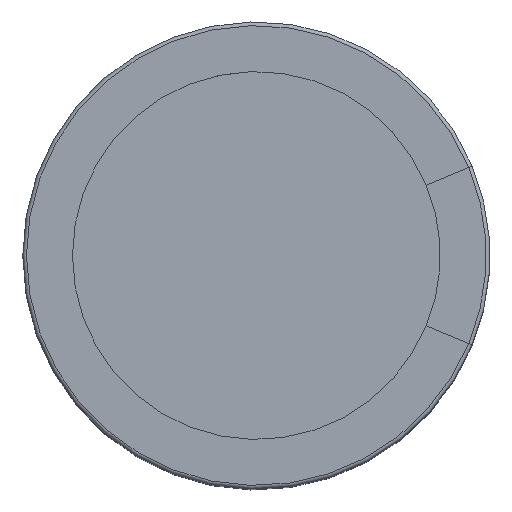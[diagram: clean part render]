
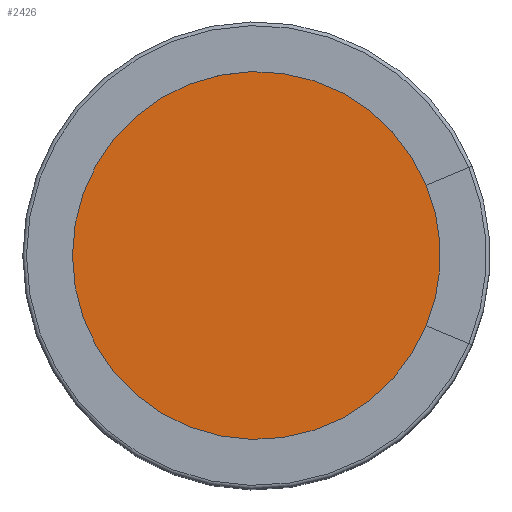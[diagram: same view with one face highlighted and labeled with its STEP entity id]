
A CAD part, top view. The second image highlights one B-rep face of the part: STEP entity #2426.
In plain terms, the highlighted planar face has unit normal (0, 0, 1).
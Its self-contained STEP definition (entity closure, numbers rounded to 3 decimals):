
#2095 = TOROIDAL_SURFACE('',#2096,6.15,0.1);
#2096 = AXIS2_PLACEMENT_3D('',#2097,#2098,#2099);
#2097 = CARTESIAN_POINT('',(0.,0.,16.2));
#2098 = DIRECTION('',(0.,0.,-1.));
#2099 = DIRECTION('',(1.,0.,0.));
#2164 = VERTEX_POINT('',#2165);
#2165 = CARTESIAN_POINT('',(6.15,0.,16.3));
#2233 = EDGE_CURVE('',#2164,#2164,#2234,.T.);
#2234 = SURFACE_CURVE('',#2235,(#2240,#2269),.PCURVE_S1.);
#2235 = CIRCLE('',#2236,6.15);
#2236 = AXIS2_PLACEMENT_3D('',#2237,#2238,#2239);
#2237 = CARTESIAN_POINT('',(0.,0.,16.3));
#2238 = DIRECTION('',(0.,0.,-1.));
#2239 = DIRECTION('',(-1.,0.,0.));
#2240 = PCURVE('',#2095,#2241);
#2241 = DEFINITIONAL_REPRESENTATION('',(#2242),#2268);
#2242 = B_SPLINE_CURVE_WITH_KNOTS('',3,(#2243,#2244,#2245,#2246,#2247,
    #2248,#2249,#2250,#2251,#2252,#2253,#2254,#2255,#2256,#2257,#2258,
    #2259,#2260,#2261,#2262,#2263,#2264,#2265,#2266,#2267),
  .UNSPECIFIED.,.F.,.F.,(4,1,1,1,1,1,1,1,1,1,1,1,1,1,1,1,1,1,1,1,1,1,4),
  (3.142,3.427,3.713,3.998,
    4.284,4.57,4.855,5.141,
    5.426,5.712,5.998,6.283,
    6.569,6.854,7.14,7.426,
    7.711,7.997,8.282,8.568,
    8.854,9.139,9.425),.UNSPECIFIED.);
#2243 = CARTESIAN_POINT('',(0.,4.712));
#2244 = CARTESIAN_POINT('',(0.095,4.712));
#2245 = CARTESIAN_POINT('',(0.286,4.712));
#2246 = CARTESIAN_POINT('',(0.571,4.712));
#2247 = CARTESIAN_POINT('',(0.857,4.712));
#2248 = CARTESIAN_POINT('',(1.142,4.712));
#2249 = CARTESIAN_POINT('',(1.428,4.712));
#2250 = CARTESIAN_POINT('',(1.714,4.712));
#2251 = CARTESIAN_POINT('',(1.999,4.712));
#2252 = CARTESIAN_POINT('',(2.285,4.712));
#2253 = CARTESIAN_POINT('',(2.57,4.712));
#2254 = CARTESIAN_POINT('',(2.856,4.712));
#2255 = CARTESIAN_POINT('',(3.142,4.712));
#2256 = CARTESIAN_POINT('',(3.427,4.712));
#2257 = CARTESIAN_POINT('',(3.713,4.712));
#2258 = CARTESIAN_POINT('',(3.998,4.712));
#2259 = CARTESIAN_POINT('',(4.284,4.712));
#2260 = CARTESIAN_POINT('',(4.57,4.712));
#2261 = CARTESIAN_POINT('',(4.855,4.712));
#2262 = CARTESIAN_POINT('',(5.141,4.712));
#2263 = CARTESIAN_POINT('',(5.426,4.712));
#2264 = CARTESIAN_POINT('',(5.712,4.712));
#2265 = CARTESIAN_POINT('',(5.998,4.712));
#2266 = CARTESIAN_POINT('',(6.188,4.712));
#2267 = CARTESIAN_POINT('',(6.283,4.712));
#2268 = ( GEOMETRIC_REPRESENTATION_CONTEXT(2) 
PARAMETRIC_REPRESENTATION_CONTEXT() REPRESENTATION_CONTEXT('2D SPACE',''
  ) );
#2269 = PCURVE('',#2270,#2275);
#2270 = PLANE('',#2271);
#2271 = AXIS2_PLACEMENT_3D('',#2272,#2273,#2274);
#2272 = CARTESIAN_POINT('',(-6.765,6.765,16.3));
#2273 = DIRECTION('',(0.,0.,-1.));
#2274 = DIRECTION('',(1.,0.,0.));
#2275 = DEFINITIONAL_REPRESENTATION('',(#2276),#2280);
#2276 = CIRCLE('',#2277,6.15);
#2277 = AXIS2_PLACEMENT_2D('',#2278,#2279);
#2278 = CARTESIAN_POINT('',(6.765,6.765));
#2279 = DIRECTION('',(-1.,0.));
#2280 = ( GEOMETRIC_REPRESENTATION_CONTEXT(2) 
PARAMETRIC_REPRESENTATION_CONTEXT() REPRESENTATION_CONTEXT('2D SPACE',''
  ) );
#2426 = ADVANCED_FACE('',(#2427),#2270,.F.);
#2427 = FACE_BOUND('',#2428,.T.);
#2428 = EDGE_LOOP('',(#2429));
#2429 = ORIENTED_EDGE('',*,*,#2233,.F.);
